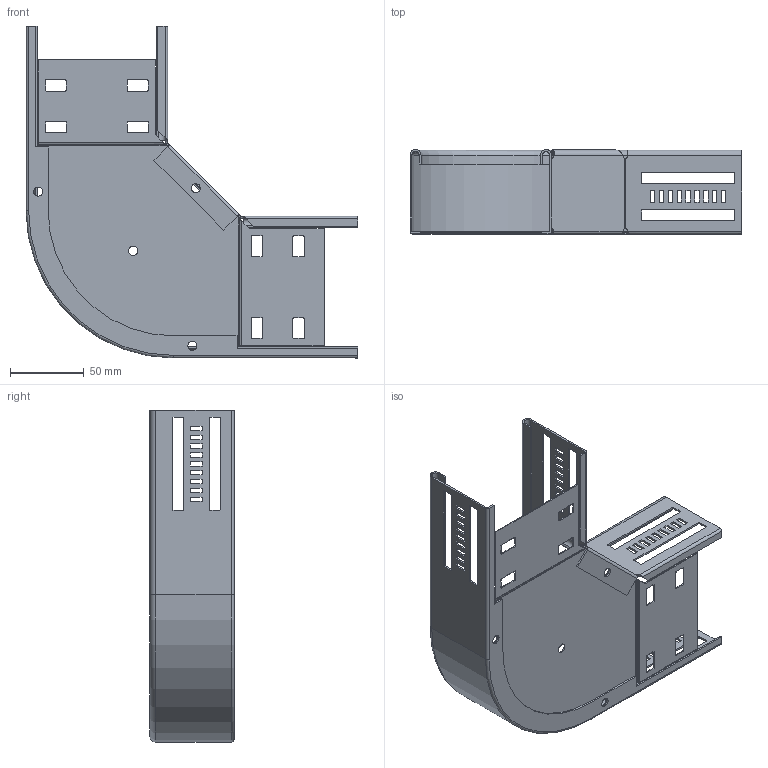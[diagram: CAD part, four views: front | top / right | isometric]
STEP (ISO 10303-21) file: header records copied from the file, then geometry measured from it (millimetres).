
FILE_DESCRIPTION (( 'STEP AP214' ), '1' );
FILE_NAME ('6036560.STEP', '2024-05-27T09:52:24', ( '' ), ( '' ), 'SwSTEP 2.0', 'SolidWorks 2022', '' );
FILE_SCHEMA (( 'AUTOMOTIVE_DESIGN' ));
Length unit declared in the file: millimetre
Products named in the file (4): 6036560; 167733_100; 167655_60x90°; 167734_100
Assembly tree (3 placements, depth 2):
  6036560
    167734_100
    167733_100
    167655_60x90°
Bounding box: 225 x 57 x 225 mm (x, y, z)
Volume: 74317 mm3; surface area: 144559.2 mm2
Topology: 3 solids, 3 shells, 456 faces, 1226 edges, 776 vertices
Faces by surface type: plane 320, cylinder 124, bspline 8, torus 4
Entity records: 14750 total; most frequent: CARTESIAN_POINT 2816, ORIENTED_EDGE 2452, DIRECTION 2320, EDGE_CURVE 1226, LINE 960, VECTOR 960, VERTEX_POINT 776, AXIS2_PLACEMENT_3D 680
